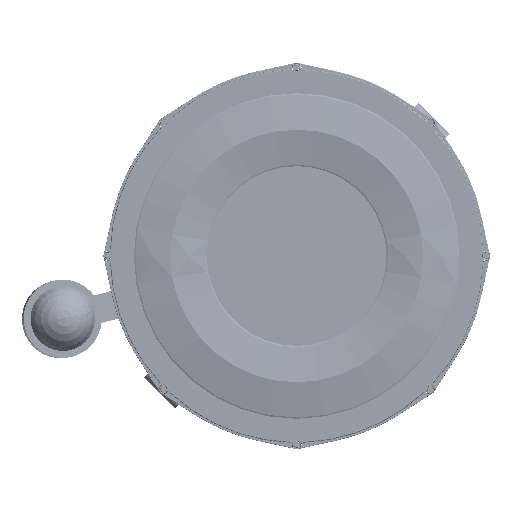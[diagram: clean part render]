
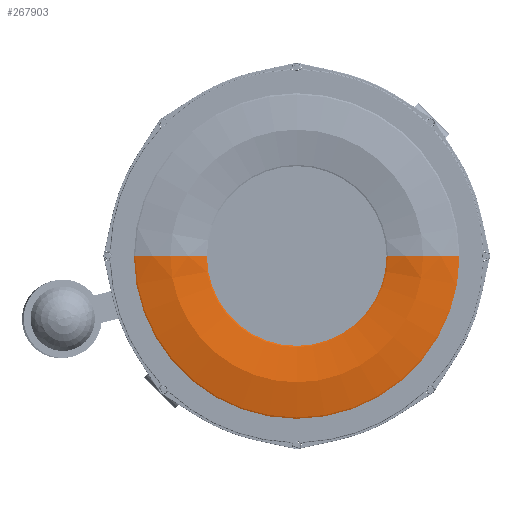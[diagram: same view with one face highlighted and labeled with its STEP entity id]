
A CAD part, front view. The second image highlights one B-rep face of the part: STEP entity #267903.
In plain terms, the highlighted toroidal (fillet/blend) face has major radius 146.717 mm and minor radius 130.048 mm.
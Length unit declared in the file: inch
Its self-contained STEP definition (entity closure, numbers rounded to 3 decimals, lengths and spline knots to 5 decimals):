
#267850=CARTESIAN_POINT('',(0.,-0.34225,0.));
#267851=DIRECTION('',(0.,-1.,0.));
#267852=DIRECTION('',(-1.,0.,0.));
#267853=AXIS2_PLACEMENT_3D('',#267850,#267851,#267852);
#267855=CARTESIAN_POINT('',(0.,-0.34225,0.));
#267856=DIRECTION('',(0.,1.,0.));
#267857=DIRECTION('',(1.,0.,0.));
#267858=AXIS2_PLACEMENT_3D('',#267855,#267856,#267857);
#267865=CARTESIAN_POINT('',(-5.77625,4.20063,0.));
#267866=DIRECTION('',(0.,0.,-1.));
#267867=DIRECTION('',(0.461,-0.887,0.));
#267868=AXIS2_PLACEMENT_3D('',#267865,#267866,#267867);
#267875=CARTESIAN_POINT('',(5.77625,4.20063,0.));
#267876=DIRECTION('',(0.,0.,1.));
#267877=DIRECTION('',(-0.461,-0.887,0.));
#267878=AXIS2_PLACEMENT_3D('',#267875,#267876,#267877);
#267880=CARTESIAN_POINT('',(3.41476,-0.34225,0.));
#267881=CARTESIAN_POINT('',(-3.41476,-0.34225,0.));
#267882=VERTEX_POINT('',#267880);
#267883=VERTEX_POINT('',#267881);
#267884=CARTESIAN_POINT('',(8.13774,-0.34225,0.));
#267885=VERTEX_POINT('',#267884);
#267886=CARTESIAN_POINT('',(-8.13774,-0.34225,0.));
#267887=VERTEX_POINT('',#267886);
#267888=CARTESIAN_POINT('',(0.,4.20063,0.));
#267889=DIRECTION('',(0.,1.,0.));
#267890=DIRECTION('',(1.,0.,0.));
#267891=AXIS2_PLACEMENT_3D('',#267888,#267889,#267890);
#267892=TOROIDAL_SURFACE('',#267891,5.77625,5.12);
#267894=ORIENTED_EDGE('',*,*,#267893,.T.);
#267896=ORIENTED_EDGE('',*,*,#267895,.T.);
#267898=ORIENTED_EDGE('',*,*,#267897,.T.);
#267900=ORIENTED_EDGE('',*,*,#267899,.F.);
#267901=EDGE_LOOP('',(#267894,#267896,#267898,#267900));
#267902=FACE_OUTER_BOUND('',#267901,.F.);
#267903=ADVANCED_FACE('',(#267902),#267892,.T.);
#267854=CIRCLE('',#267853,3.41476);
#267859=CIRCLE('',#267858,8.13774);
#267869=CIRCLE('',#267868,5.12);
#267879=CIRCLE('',#267878,5.12);
#267893=EDGE_CURVE('',#267883,#267882,#267854,.T.);
#267895=EDGE_CURVE('',#267882,#267885,#267879,.T.);
#267897=EDGE_CURVE('',#267885,#267887,#267859,.T.);
#267899=EDGE_CURVE('',#267883,#267887,#267869,.T.);
